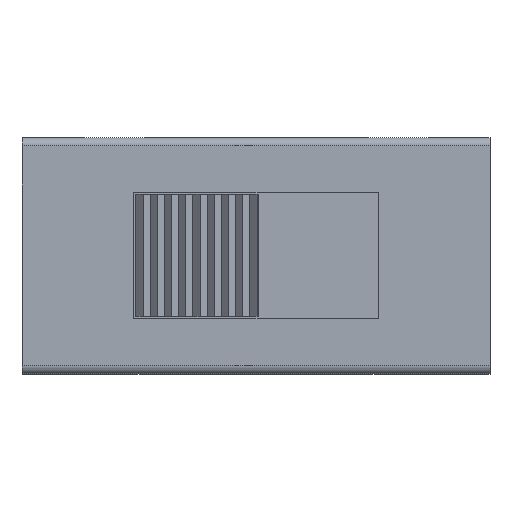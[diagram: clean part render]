
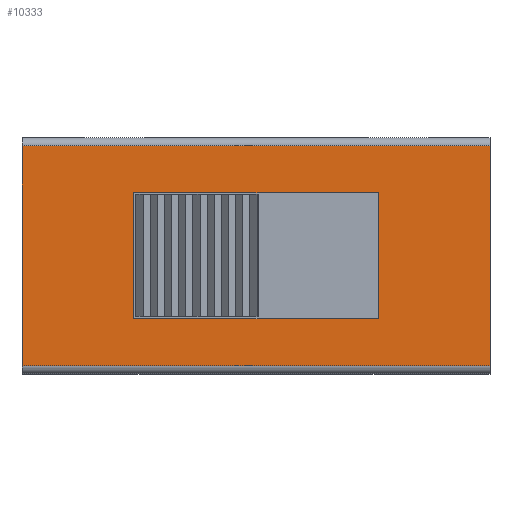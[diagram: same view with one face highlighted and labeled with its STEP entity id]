
A CAD part, top view. The second image highlights one B-rep face of the part: STEP entity #10333.
In plain terms, the highlighted planar face has unit normal (0, 0, 1).
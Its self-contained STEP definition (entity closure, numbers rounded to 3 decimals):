
#337 = DIRECTION ( 'NONE',  ( -1., 0., 0. ) ) ;
#608 = CARTESIAN_POINT ( 'NONE',  ( 5.75, 2.699, 0. ) ) ;
#910 = FACE_OUTER_BOUND ( 'NONE', #13406, .T. ) ;
#1168 = EDGE_CURVE ( 'NONE', #5227, #11377, #12294, .T. ) ;
#1282 = EDGE_CURVE ( 'NONE', #11377, #11737, #8221, .T. ) ;
#1533 = CARTESIAN_POINT ( 'NONE',  ( -3., 1.55, 0. ) ) ;
#1864 = DIRECTION ( 'NONE',  ( 0., 1., 0. ) ) ;
#2048 = EDGE_CURVE ( 'NONE', #5325, #6280, #8747, .T. ) ;
#2050 = LINE ( 'NONE', #7462, #2423 ) ;
#2092 = VECTOR ( 'NONE', #15995, 1000. ) ;
#2367 = ORIENTED_EDGE ( 'NONE', *, *, #13372, .T. ) ;
#2423 = VECTOR ( 'NONE', #10035, 1000. ) ;
#2509 = VECTOR ( 'NONE', #15118, 1000. ) ;
#2982 = VERTEX_POINT ( 'NONE', #5424 ) ;
#3384 = CARTESIAN_POINT ( 'NONE',  ( 5.75, 2.9, 0. ) ) ;
#3486 = VECTOR ( 'NONE', #11978, 1000. ) ;
#4382 = CARTESIAN_POINT ( 'NONE',  ( 3., 1.55, 0. ) ) ;
#5058 = CARTESIAN_POINT ( 'NONE',  ( 5.75, 2.699, 0. ) ) ;
#5145 = AXIS2_PLACEMENT_3D ( 'NONE', #14090, #15530, #7608 ) ;
#5227 = VERTEX_POINT ( 'NONE', #11369 ) ;
#5228 = CARTESIAN_POINT ( 'NONE',  ( 5.75, -2.699, 0. ) ) ;
#5325 = VERTEX_POINT ( 'NONE', #7984 ) ;
#5424 = CARTESIAN_POINT ( 'NONE',  ( -3., -1.55, 0. ) ) ;
#5758 = ORIENTED_EDGE ( 'NONE', *, *, #10750, .F. ) ;
#5997 = LINE ( 'NONE', #9948, #2509 ) ;
#6181 = CARTESIAN_POINT ( 'NONE',  ( -5.75, -2.699, 0. ) ) ;
#6280 = VERTEX_POINT ( 'NONE', #5228 ) ;
#6355 = EDGE_CURVE ( 'NONE', #2982, #5227, #2050, .T. ) ;
#6550 = VECTOR ( 'NONE', #7567, 1000. ) ;
#6636 = VECTOR ( 'NONE', #12322, 1000. ) ;
#6723 = LINE ( 'NONE', #14399, #3486 ) ;
#7462 = CARTESIAN_POINT ( 'NONE',  ( -3., -1.55, 0. ) ) ;
#7567 = DIRECTION ( 'NONE',  ( 1., 0., 0. ) ) ;
#7608 = DIRECTION ( 'NONE',  ( 1., 0., 0. ) ) ;
#7646 = VERTEX_POINT ( 'NONE', #5058 ) ;
#7797 = CARTESIAN_POINT ( 'NONE',  ( 3., 1.55, 0. ) ) ;
#7984 = CARTESIAN_POINT ( 'NONE',  ( -5.75, -2.699, 0. ) ) ;
#8221 = LINE ( 'NONE', #1533, #11709 ) ;
#8747 = LINE ( 'NONE', #6181, #6550 ) ;
#9910 = ORIENTED_EDGE ( 'NONE', *, *, #1168, .F. ) ;
#9948 = CARTESIAN_POINT ( 'NONE',  ( -5.75, 2.9, 0. ) ) ;
#10007 = LINE ( 'NONE', #3384, #13769 ) ;
#10035 = DIRECTION ( 'NONE',  ( 1., 0., 0. ) ) ;
#10096 = ORIENTED_EDGE ( 'NONE', *, *, #6355, .F. ) ;
#10194 = FACE_BOUND ( 'NONE', #15410, .T. ) ;
#10333 = ADVANCED_FACE ( 'NONE', ( #10194, #910 ), #11572, .T. ) ;
#10750 = EDGE_CURVE ( 'NONE', #11737, #2982, #6723, .T. ) ;
#11369 = CARTESIAN_POINT ( 'NONE',  ( 3., -1.55, 0. ) ) ;
#11377 = VERTEX_POINT ( 'NONE', #7797 ) ;
#11572 = PLANE ( 'NONE',  #5145 ) ;
#11709 = VECTOR ( 'NONE', #337, 1000. ) ;
#11737 = VERTEX_POINT ( 'NONE', #16537 ) ;
#11978 = DIRECTION ( 'NONE',  ( 0., -1., 0. ) ) ;
#12294 = LINE ( 'NONE', #4382, #2092 ) ;
#12322 = DIRECTION ( 'NONE',  ( -1., 0., 0. ) ) ;
#12903 = ORIENTED_EDGE ( 'NONE', *, *, #1282, .F. ) ;
#13372 = EDGE_CURVE ( 'NONE', #6280, #7646, #10007, .T. ) ;
#13406 = EDGE_LOOP ( 'NONE', ( #2367, #15216, #13885, #13653 ) ) ;
#13634 = LINE ( 'NONE', #608, #6636 ) ;
#13653 = ORIENTED_EDGE ( 'NONE', *, *, #2048, .T. ) ;
#13769 = VECTOR ( 'NONE', #1864, 1000. ) ;
#13885 = ORIENTED_EDGE ( 'NONE', *, *, #14370, .T. ) ;
#14090 = CARTESIAN_POINT ( 'NONE',  ( 0., 0., 0. ) ) ;
#14322 = VERTEX_POINT ( 'NONE', #16416 ) ;
#14370 = EDGE_CURVE ( 'NONE', #14322, #5325, #5997, .T. ) ;
#14399 = CARTESIAN_POINT ( 'NONE',  ( -3., 1.55, 0. ) ) ;
#14864 = EDGE_CURVE ( 'NONE', #7646, #14322, #13634, .T. ) ;
#15118 = DIRECTION ( 'NONE',  ( 0., -1., 0. ) ) ;
#15216 = ORIENTED_EDGE ( 'NONE', *, *, #14864, .T. ) ;
#15410 = EDGE_LOOP ( 'NONE', ( #9910, #10096, #5758, #12903 ) ) ;
#15530 = DIRECTION ( 'NONE',  ( 0., 0., 1. ) ) ;
#15995 = DIRECTION ( 'NONE',  ( 0., 1., 0. ) ) ;
#16416 = CARTESIAN_POINT ( 'NONE',  ( -5.75, 2.699, 0. ) ) ;
#16537 = CARTESIAN_POINT ( 'NONE',  ( -3., 1.55, 0. ) ) ;
